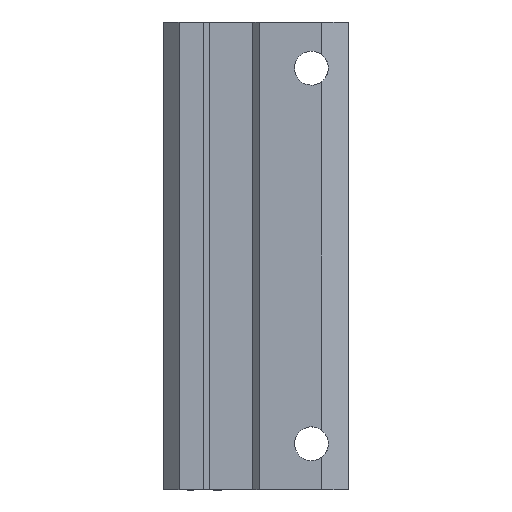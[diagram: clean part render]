
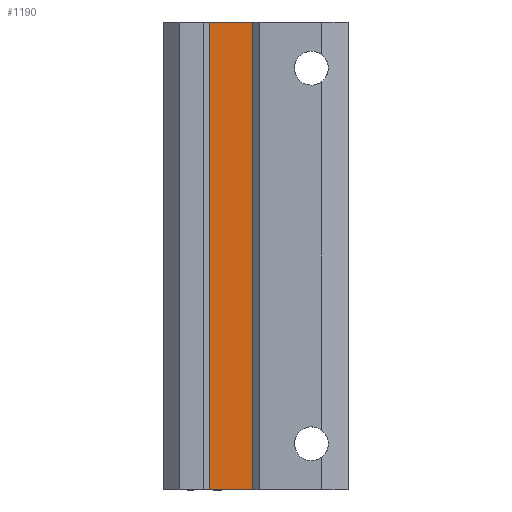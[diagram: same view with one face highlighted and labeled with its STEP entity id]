
A CAD part, left-side view. The second image highlights one B-rep face of the part: STEP entity #1190.
In plain terms, the highlighted planar face has unit normal (-1, 0, 0).
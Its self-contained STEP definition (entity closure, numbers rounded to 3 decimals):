
#33 = PLANE ( 'NONE',  #1793 ) ;
#42 = EDGE_CURVE ( 'NONE', #71, #1303, #81, .T. ) ;
#71 = VERTEX_POINT ( 'NONE', #1201 ) ;
#81 = LINE ( 'NONE', #2461, #642 ) ;
#111 = DIRECTION ( 'NONE',  ( 0., -1., 0. ) ) ;
#125 = EDGE_CURVE ( 'NONE', #356, #1601, #750, .T. ) ;
#204 = DIRECTION ( 'NONE',  ( 0., 0., -1. ) ) ;
#244 = CARTESIAN_POINT ( 'NONE',  ( -10., 15.5, 0. ) ) ;
#356 = VERTEX_POINT ( 'NONE', #1451 ) ;
#376 = DIRECTION ( 'NONE',  ( 0., 0., 1. ) ) ;
#382 = VECTOR ( 'NONE', #2065, 1000. ) ;
#558 = ORIENTED_EDGE ( 'NONE', *, *, #42, .T. ) ;
#627 = ORIENTED_EDGE ( 'NONE', *, *, #831, .F. ) ;
#642 = VECTOR ( 'NONE', #376, 1000. ) ;
#750 = LINE ( 'NONE', #1666, #1752 ) ;
#784 = CARTESIAN_POINT ( 'NONE',  ( -10., 22.5, -76. ) ) ;
#831 = EDGE_CURVE ( 'NONE', #356, #1303, #1031, .T. ) ;
#1031 = LINE ( 'NONE', #1421, #382 ) ;
#1190 = ADVANCED_FACE ( 'NONE', ( #1943 ), #33, .T. ) ;
#1201 = CARTESIAN_POINT ( 'NONE',  ( -10., 15.5, -76. ) ) ;
#1303 = VERTEX_POINT ( 'NONE', #244 ) ;
#1421 = CARTESIAN_POINT ( 'NONE',  ( -10., 15., 0. ) ) ;
#1433 = EDGE_CURVE ( 'NONE', #1601, #71, #1483, .T. ) ;
#1451 = CARTESIAN_POINT ( 'NONE',  ( -10., 22.5, 0. ) ) ;
#1483 = LINE ( 'NONE', #2232, #2166 ) ;
#1601 = VERTEX_POINT ( 'NONE', #784 ) ;
#1666 = CARTESIAN_POINT ( 'NONE',  ( -10., 22.5, -38. ) ) ;
#1694 = ORIENTED_EDGE ( 'NONE', *, *, #1433, .T. ) ;
#1752 = VECTOR ( 'NONE', #204, 1000. ) ;
#1793 = AXIS2_PLACEMENT_3D ( 'NONE', #2186, #2328, #2129 ) ;
#1943 = FACE_OUTER_BOUND ( 'NONE', #2550, .T. ) ;
#2019 = ORIENTED_EDGE ( 'NONE', *, *, #125, .T. ) ;
#2065 = DIRECTION ( 'NONE',  ( 0., -1., 0. ) ) ;
#2129 = DIRECTION ( 'NONE',  ( 0., -1., 0. ) ) ;
#2166 = VECTOR ( 'NONE', #111, 1000. ) ;
#2186 = CARTESIAN_POINT ( 'NONE',  ( -10., 22.5, -76. ) ) ;
#2232 = CARTESIAN_POINT ( 'NONE',  ( -10., 19., -76. ) ) ;
#2328 = DIRECTION ( 'NONE',  ( -1., 0., 0. ) ) ;
#2461 = CARTESIAN_POINT ( 'NONE',  ( -10., 15.5, -38. ) ) ;
#2550 = EDGE_LOOP ( 'NONE', ( #1694, #558, #627, #2019 ) ) ;
